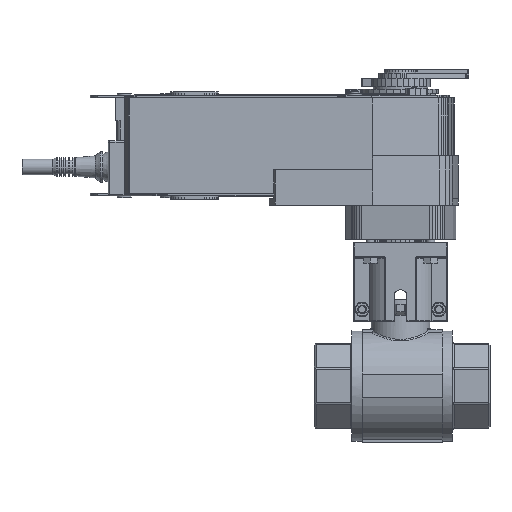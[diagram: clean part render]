
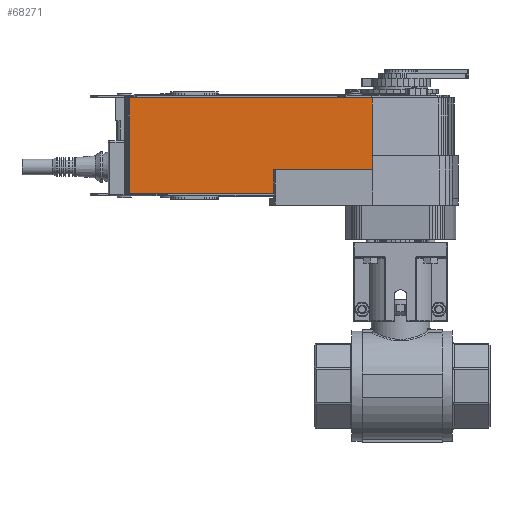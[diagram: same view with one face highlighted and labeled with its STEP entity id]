
A CAD part, left-side view. The second image highlights one B-rep face of the part: STEP entity #68271.
In plain terms, the highlighted face is planar.
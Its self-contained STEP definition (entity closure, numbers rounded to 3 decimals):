
#2315=PLANE('',#71313);
#15770=ORIENTED_EDGE('',*,*,#20478,.T.);
#15771=ORIENTED_EDGE('',*,*,#20515,.F.);
#15772=ORIENTED_EDGE('',*,*,#23794,.F.);
#15773=ORIENTED_EDGE('',*,*,#23560,.T.);
#15774=ORIENTED_EDGE('',*,*,#23793,.T.);
#15775=ORIENTED_EDGE('',*,*,#18811,.T.);
#15776=ORIENTED_EDGE('',*,*,#20476,.T.);
#18811=EDGE_CURVE('',#25683,#25682,#30317,.T.);
#20476=EDGE_CURVE('',#25682,#26772,#31962,.T.);
#20478=EDGE_CURVE('',#26772,#26773,#31964,.T.);
#20515=EDGE_CURVE('',#26790,#26773,#32001,.T.);
#23560=EDGE_CURVE('',#28753,#28752,#35004,.T.);
#23793=EDGE_CURVE('',#28752,#25683,#35237,.T.);
#23794=EDGE_CURVE('',#28753,#26790,#35238,.T.);
#25682=VERTEX_POINT('',#88156);
#25683=VERTEX_POINT('',#88158);
#26772=VERTEX_POINT('',#91538);
#26773=VERTEX_POINT('',#91542);
#26790=VERTEX_POINT('',#91613);
#28752=VERTEX_POINT('',#97734);
#28753=VERTEX_POINT('',#97736);
#30317=LINE('',#88157,#36943);
#31962=LINE('',#91539,#38588);
#31964=LINE('',#91543,#38590);
#32001=LINE('',#91614,#38627);
#35004=LINE('',#97735,#41630);
#35237=LINE('',#98201,#41863);
#35238=LINE('',#98203,#41864);
#36943=VECTOR('',#74109,1000.);
#38588=VECTOR('',#76952,1000.);
#38590=VECTOR('',#76956,1000.);
#38627=VECTOR('',#77027,1000.);
#41630=VECTOR('',#82342,1000.);
#41863=VECTOR('',#82933,1000.);
#41864=VECTOR('',#82936,1000.);
#45036=EDGE_LOOP('',(#15770,#15771,#15772,#15773,#15774,#15775,#15776));
#47867=FACE_BOUND('',#45036,.T.);
#68271=ADVANCED_FACE('',(#47867),#2315,.T.);
#71313=AXIS2_PLACEMENT_3D('',#98202,#82934,#82935);
#74109=DIRECTION('',(-1.,0.,0.));
#76952=DIRECTION('',(0.,0.,1.));
#76956=DIRECTION('',(-1.,0.,0.));
#77027=DIRECTION('',(0.,0.,-1.));
#82342=DIRECTION('',(1.,0.,0.));
#82933=DIRECTION('',(0.,0.,-1.));
#82934=DIRECTION('',(0.,1.,0.));
#82935=DIRECTION('',(1.,0.,0.));
#82936=DIRECTION('',(0.,0.,-1.));
#88156=CARTESIAN_POINT('',(74.41,49.,38.5));
#88157=CARTESIAN_POINT('',(16.5,49.,38.5));
#88158=CARTESIAN_POINT('',(159.18,49.,38.5));
#91538=CARTESIAN_POINT('',(74.41,49.,52.5));
#91539=CARTESIAN_POINT('',(74.41,49.,51.));
#91542=CARTESIAN_POINT('',(16.5,49.,52.5));
#91543=CARTESIAN_POINT('',(102.195,49.,52.5));
#91613=CARTESIAN_POINT('',(16.5,49.,60.5));
#91614=CARTESIAN_POINT('',(16.5,49.,66.5));
#97734=CARTESIAN_POINT('',(159.18,49.,94.5));
#97735=CARTESIAN_POINT('',(16.5,49.,94.5));
#97736=CARTESIAN_POINT('',(16.5,49.,94.5));
#98201=CARTESIAN_POINT('',(159.18,49.,66.5));
#98202=CARTESIAN_POINT('',(159.18,49.,66.5));
#98203=CARTESIAN_POINT('',(16.5,49.,66.5));
